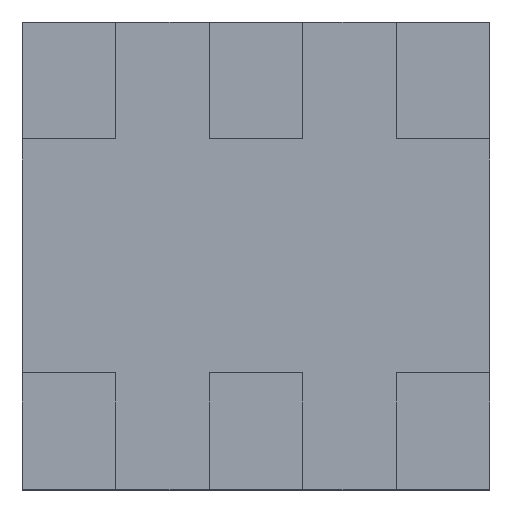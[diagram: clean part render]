
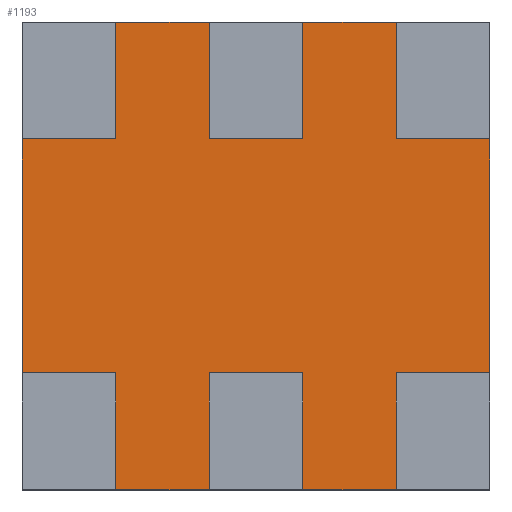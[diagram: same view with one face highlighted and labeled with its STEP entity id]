
A CAD part, top view. The second image highlights one B-rep face of the part: STEP entity #1193.
In plain terms, the highlighted planar face has unit normal (0, 0, 1).
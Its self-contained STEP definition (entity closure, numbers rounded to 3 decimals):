
#13 = DIRECTION ( 'NONE',  ( 1., 0., 0. ) ) ;
#14 = CARTESIAN_POINT ( 'NONE',  ( 0.9, -0.75, 1.1 ) ) ;
#20 = LINE ( 'NONE', #703, #831 ) ;
#36 = DIRECTION ( 'NONE',  ( -1., 0., 0. ) ) ;
#49 = LINE ( 'NONE', #183, #1539 ) ;
#79 = VECTOR ( 'NONE', #454, 1000. ) ;
#80 = EDGE_CURVE ( 'NONE', #488, #1056, #1837, .T. ) ;
#82 = LINE ( 'NONE', #385, #1346 ) ;
#105 = ORIENTED_EDGE ( 'NONE', *, *, #1627, .F. ) ;
#109 = DIRECTION ( 'NONE',  ( 0., -1., 0. ) ) ;
#121 = CARTESIAN_POINT ( 'NONE',  ( -0.3, 1.5, 1.1 ) ) ;
#127 = EDGE_CURVE ( 'NONE', #1618, #377, #1557, .T. ) ;
#131 = CARTESIAN_POINT ( 'NONE',  ( -0.9, -1.5, 1.1 ) ) ;
#135 = EDGE_CURVE ( 'NONE', #1096, #863, #265, .T. ) ;
#136 = AXIS2_PLACEMENT_3D ( 'NONE', #548, #1686, #1275 ) ;
#145 = VECTOR ( 'NONE', #109, 1000. ) ;
#157 = DIRECTION ( 'NONE',  ( -1., 0., 0. ) ) ;
#178 = CARTESIAN_POINT ( 'NONE',  ( 0.9, 0.75, 1.1 ) ) ;
#183 = CARTESIAN_POINT ( 'NONE',  ( 0.3, 1.5, 1.1 ) ) ;
#190 = LINE ( 'NONE', #496, #1508 ) ;
#192 = ORIENTED_EDGE ( 'NONE', *, *, #1596, .T. ) ;
#207 = VERTEX_POINT ( 'NONE', #393 ) ;
#216 = LINE ( 'NONE', #378, #605 ) ;
#219 = VECTOR ( 'NONE', #534, 1000. ) ;
#222 = ORIENTED_EDGE ( 'NONE', *, *, #231, .F. ) ;
#231 = EDGE_CURVE ( 'NONE', #1103, #929, #82, .T. ) ;
#265 = LINE ( 'NONE', #1280, #1430 ) ;
#272 = LINE ( 'NONE', #1146, #1348 ) ;
#295 = LINE ( 'NONE', #1442, #1435 ) ;
#307 = VERTEX_POINT ( 'NONE', #943 ) ;
#310 = CARTESIAN_POINT ( 'NONE',  ( -0.3, 0.75, 1.1 ) ) ;
#332 = DIRECTION ( 'NONE',  ( 0., 1., 0. ) ) ;
#357 = CARTESIAN_POINT ( 'NONE',  ( 0.3, -0.75, 1.1 ) ) ;
#377 = VERTEX_POINT ( 'NONE', #1163 ) ;
#378 = CARTESIAN_POINT ( 'NONE',  ( -0.9, -1.5, 1.1 ) ) ;
#383 = FACE_OUTER_BOUND ( 'NONE', #1439, .T. ) ;
#385 = CARTESIAN_POINT ( 'NONE',  ( -0.9, 1.5, 1.1 ) ) ;
#393 = CARTESIAN_POINT ( 'NONE',  ( 0.3, 0.75, 1.1 ) ) ;
#397 = CARTESIAN_POINT ( 'NONE',  ( 0.3, -1.5, 1.1 ) ) ;
#438 = CARTESIAN_POINT ( 'NONE',  ( -0.3, -0.75, 1.1 ) ) ;
#454 = DIRECTION ( 'NONE',  ( 0., 1., 0. ) ) ;
#488 = VERTEX_POINT ( 'NONE', #1299 ) ;
#490 = VERTEX_POINT ( 'NONE', #14 ) ;
#496 = CARTESIAN_POINT ( 'NONE',  ( 1.5, -0.75, 1.1 ) ) ;
#534 = DIRECTION ( 'NONE',  ( -1., 0., 0. ) ) ;
#548 = CARTESIAN_POINT ( 'NONE',  ( 0., 0., 1.1 ) ) ;
#577 = LINE ( 'NONE', #1575, #1045 ) ;
#579 = EDGE_CURVE ( 'NONE', #959, #1682, #295, .T. ) ;
#605 = VECTOR ( 'NONE', #956, 1000. ) ;
#651 = EDGE_CURVE ( 'NONE', #488, #929, #1207, .T. ) ;
#703 = CARTESIAN_POINT ( 'NONE',  ( -0.3, -1.5, 1.1 ) ) ;
#708 = VERTEX_POINT ( 'NONE', #1150 ) ;
#727 = CARTESIAN_POINT ( 'NONE',  ( -1.5, 1.5, 1.1 ) ) ;
#731 = VERTEX_POINT ( 'NONE', #131 ) ;
#734 = VERTEX_POINT ( 'NONE', #993 ) ;
#741 = VERTEX_POINT ( 'NONE', #860 ) ;
#755 = CARTESIAN_POINT ( 'NONE',  ( -0.9, 0.75, 1.1 ) ) ;
#761 = LINE ( 'NONE', #1622, #1419 ) ;
#770 = DIRECTION ( 'NONE',  ( 1., 0., 0. ) ) ;
#774 = CARTESIAN_POINT ( 'NONE',  ( -0.3, 0.75, 1.1 ) ) ;
#775 = ORIENTED_EDGE ( 'NONE', *, *, #1843, .T. ) ;
#780 = LINE ( 'NONE', #1739, #79 ) ;
#781 = VECTOR ( 'NONE', #36, 1000. ) ;
#788 = CARTESIAN_POINT ( 'NONE',  ( 1.5, 0.75, 1.1 ) ) ;
#791 = DIRECTION ( 'NONE',  ( -1., 0., 0. ) ) ;
#825 = DIRECTION ( 'NONE',  ( 1., 0., 0. ) ) ;
#827 = LINE ( 'NONE', #1801, #219 ) ;
#831 = VECTOR ( 'NONE', #1564, 1000. ) ;
#856 = CARTESIAN_POINT ( 'NONE',  ( 0.9, 1.5, 1.1 ) ) ;
#860 = CARTESIAN_POINT ( 'NONE',  ( -0.3, -1.5, 1.1 ) ) ;
#863 = VERTEX_POINT ( 'NONE', #788 ) ;
#891 = ORIENTED_EDGE ( 'NONE', *, *, #1440, .F. ) ;
#893 = DIRECTION ( 'NONE',  ( 1., 0., 0. ) ) ;
#920 = VECTOR ( 'NONE', #770, 1000. ) ;
#929 = VERTEX_POINT ( 'NONE', #1090 ) ;
#942 = ORIENTED_EDGE ( 'NONE', *, *, #135, .F. ) ;
#943 = CARTESIAN_POINT ( 'NONE',  ( 0.3, 1.5, 1.1 ) ) ;
#955 = VECTOR ( 'NONE', #1148, 1000. ) ;
#956 = DIRECTION ( 'NONE',  ( 0., 1., 0. ) ) ;
#959 = VERTEX_POINT ( 'NONE', #357 ) ;
#960 = PLANE ( 'NONE',  #136 ) ;
#967 = VERTEX_POINT ( 'NONE', #1664 ) ;
#968 = DIRECTION ( 'NONE',  ( 0., -1., 0. ) ) ;
#972 = EDGE_CURVE ( 'NONE', #731, #967, #216, .T. ) ;
#985 = EDGE_CURVE ( 'NONE', #1548, #708, #272, .T. ) ;
#989 = EDGE_CURVE ( 'NONE', #734, #1096, #1573, .T. ) ;
#993 = CARTESIAN_POINT ( 'NONE',  ( 0.9, 1.5, 1.1 ) ) ;
#1038 = LINE ( 'NONE', #310, #1164 ) ;
#1045 = VECTOR ( 'NONE', #1304, 1000. ) ;
#1056 = VERTEX_POINT ( 'NONE', #774 ) ;
#1066 = VERTEX_POINT ( 'NONE', #1496 ) ;
#1070 = ORIENTED_EDGE ( 'NONE', *, *, #985, .T. ) ;
#1072 = ORIENTED_EDGE ( 'NONE', *, *, #1647, .F. ) ;
#1074 = LINE ( 'NONE', #1333, #920 ) ;
#1086 = LINE ( 'NONE', #1679, #1720 ) ;
#1090 = CARTESIAN_POINT ( 'NONE',  ( -0.9, 1.5, 1.1 ) ) ;
#1096 = VERTEX_POINT ( 'NONE', #178 ) ;
#1103 = VERTEX_POINT ( 'NONE', #755 ) ;
#1115 = ORIENTED_EDGE ( 'NONE', *, *, #1457, .F. ) ;
#1117 = CARTESIAN_POINT ( 'NONE',  ( -1.5, 0.75, 1.1 ) ) ;
#1120 = ORIENTED_EDGE ( 'NONE', *, *, #1445, .F. ) ;
#1137 = CARTESIAN_POINT ( 'NONE',  ( 0.3, -1.5, 1.1 ) ) ;
#1146 = CARTESIAN_POINT ( 'NONE',  ( -1.5, -1.5, 1.1 ) ) ;
#1148 = DIRECTION ( 'NONE',  ( 0., -1., 0. ) ) ;
#1150 = CARTESIAN_POINT ( 'NONE',  ( 0.9, -1.5, 1.1 ) ) ;
#1163 = CARTESIAN_POINT ( 'NONE',  ( -1.5, -0.75, 1.1 ) ) ;
#1164 = VECTOR ( 'NONE', #893, 1000. ) ;
#1193 = ADVANCED_FACE ( 'NONE', ( #383 ), #960, .T. ) ;
#1196 = ORIENTED_EDGE ( 'NONE', *, *, #127, .T. ) ;
#1206 = EDGE_CURVE ( 'NONE', #490, #708, #1086, .T. ) ;
#1207 = LINE ( 'NONE', #1326, #781 ) ;
#1211 = ORIENTED_EDGE ( 'NONE', *, *, #579, .F. ) ;
#1214 = DIRECTION ( 'NONE',  ( -1., 0., 0. ) ) ;
#1275 = DIRECTION ( 'NONE',  ( 1., 0., 0. ) ) ;
#1280 = CARTESIAN_POINT ( 'NONE',  ( 1.5, 0.75, 1.1 ) ) ;
#1298 = DIRECTION ( 'NONE',  ( 0., -1., 0. ) ) ;
#1299 = CARTESIAN_POINT ( 'NONE',  ( -0.3, 1.5, 1.1 ) ) ;
#1304 = DIRECTION ( 'NONE',  ( 1., 0., 0. ) ) ;
#1326 = CARTESIAN_POINT ( 'NONE',  ( -1.5, 1.5, 1.1 ) ) ;
#1333 = CARTESIAN_POINT ( 'NONE',  ( -1.5, -1.5, 1.1 ) ) ;
#1346 = VECTOR ( 'NONE', #1833, 1000. ) ;
#1348 = VECTOR ( 'NONE', #825, 1000. ) ;
#1363 = ORIENTED_EDGE ( 'NONE', *, *, #989, .F. ) ;
#1378 = ORIENTED_EDGE ( 'NONE', *, *, #1645, .F. ) ;
#1400 = LINE ( 'NONE', #1137, #1634 ) ;
#1419 = VECTOR ( 'NONE', #1214, 1000. ) ;
#1424 = ORIENTED_EDGE ( 'NONE', *, *, #1788, .T. ) ;
#1429 = ORIENTED_EDGE ( 'NONE', *, *, #651, .T. ) ;
#1430 = VECTOR ( 'NONE', #13, 1000. ) ;
#1435 = VECTOR ( 'NONE', #157, 1000. ) ;
#1439 = EDGE_LOOP ( 'NONE', ( #222, #1378, #1196, #891, #1471, #1424, #1072, #1211, #105, #1070, #1798, #1115, #775, #942, #1363, #192, #1120, #1462, #1467, #1429 ) ) ;
#1440 = EDGE_CURVE ( 'NONE', #967, #377, #761, .T. ) ;
#1442 = CARTESIAN_POINT ( 'NONE',  ( -0.3, -0.75, 1.1 ) ) ;
#1445 = EDGE_CURVE ( 'NONE', #207, #307, #49, .T. ) ;
#1457 = EDGE_CURVE ( 'NONE', #1066, #490, #190, .T. ) ;
#1462 = ORIENTED_EDGE ( 'NONE', *, *, #1845, .F. ) ;
#1467 = ORIENTED_EDGE ( 'NONE', *, *, #80, .F. ) ;
#1471 = ORIENTED_EDGE ( 'NONE', *, *, #972, .F. ) ;
#1496 = CARTESIAN_POINT ( 'NONE',  ( 1.5, -0.75, 1.1 ) ) ;
#1508 = VECTOR ( 'NONE', #791, 1000. ) ;
#1539 = VECTOR ( 'NONE', #332, 1000. ) ;
#1548 = VERTEX_POINT ( 'NONE', #397 ) ;
#1551 = VECTOR ( 'NONE', #1298, 1000. ) ;
#1557 = LINE ( 'NONE', #727, #1551 ) ;
#1564 = DIRECTION ( 'NONE',  ( 0., -1., 0. ) ) ;
#1573 = LINE ( 'NONE', #856, #145 ) ;
#1575 = CARTESIAN_POINT ( 'NONE',  ( -0.9, 0.75, 1.1 ) ) ;
#1596 = EDGE_CURVE ( 'NONE', #734, #307, #827, .T. ) ;
#1598 = DIRECTION ( 'NONE',  ( 0., 1., 0. ) ) ;
#1618 = VERTEX_POINT ( 'NONE', #1117 ) ;
#1622 = CARTESIAN_POINT ( 'NONE',  ( -1.5, -0.75, 1.1 ) ) ;
#1627 = EDGE_CURVE ( 'NONE', #1548, #959, #1400, .T. ) ;
#1634 = VECTOR ( 'NONE', #1598, 1000. ) ;
#1645 = EDGE_CURVE ( 'NONE', #1618, #1103, #577, .T. ) ;
#1647 = EDGE_CURVE ( 'NONE', #1682, #741, #20, .T. ) ;
#1664 = CARTESIAN_POINT ( 'NONE',  ( -0.9, -0.75, 1.1 ) ) ;
#1679 = CARTESIAN_POINT ( 'NONE',  ( 0.9, -1.5, 1.1 ) ) ;
#1682 = VERTEX_POINT ( 'NONE', #438 ) ;
#1686 = DIRECTION ( 'NONE',  ( 0., 0., 1. ) ) ;
#1720 = VECTOR ( 'NONE', #968, 1000. ) ;
#1739 = CARTESIAN_POINT ( 'NONE',  ( 1.5, 1.5, 1.1 ) ) ;
#1788 = EDGE_CURVE ( 'NONE', #731, #741, #1074, .T. ) ;
#1798 = ORIENTED_EDGE ( 'NONE', *, *, #1206, .F. ) ;
#1801 = CARTESIAN_POINT ( 'NONE',  ( -1.5, 1.5, 1.1 ) ) ;
#1833 = DIRECTION ( 'NONE',  ( 0., 1., 0. ) ) ;
#1837 = LINE ( 'NONE', #121, #955 ) ;
#1843 = EDGE_CURVE ( 'NONE', #1066, #863, #780, .T. ) ;
#1845 = EDGE_CURVE ( 'NONE', #1056, #207, #1038, .T. ) ;
